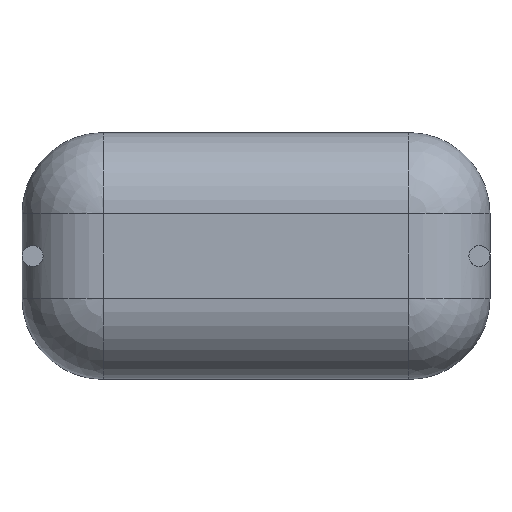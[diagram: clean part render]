
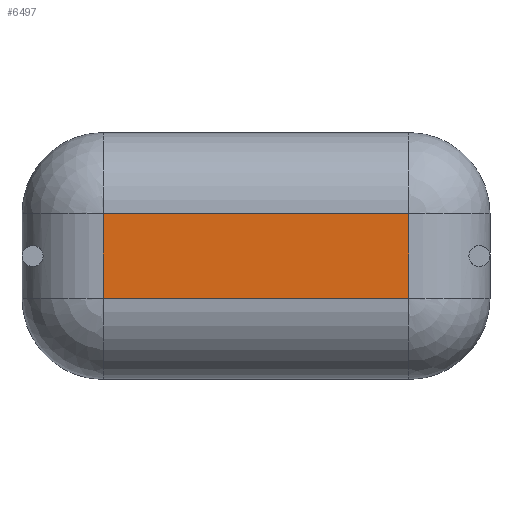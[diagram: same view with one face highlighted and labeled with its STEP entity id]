
A CAD part, front view. The second image highlights one B-rep face of the part: STEP entity #6497.
In plain terms, the highlighted planar face has unit normal (0, -1, 0).
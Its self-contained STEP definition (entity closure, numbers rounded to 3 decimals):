
#435 = DIRECTION ( 'NONE',  ( 0., 0., 1. ) ) ;
#500 = DIRECTION ( 'NONE',  ( -1., 0., 0. ) ) ;
#788 = VERTEX_POINT ( 'NONE', #1124 ) ;
#1124 = CARTESIAN_POINT ( 'NONE',  ( -5.875, -7.5, -1.625 ) ) ;
#1480 = VECTOR ( 'NONE', #11189, 1000. ) ;
#1552 = VECTOR ( 'NONE', #500, 1000. ) ;
#2549 = AXIS2_PLACEMENT_3D ( 'NONE', #2971, #11143, #435 ) ;
#2881 = LINE ( 'NONE', #7610, #1480 ) ;
#2971 = CARTESIAN_POINT ( 'NONE',  ( 9., -7.5, 1.625 ) ) ;
#4528 = EDGE_LOOP ( 'NONE', ( #10713, #12733, #6544, #14505 ) ) ;
#5273 = EDGE_CURVE ( 'NONE', #10844, #8264, #2881, .T. ) ;
#5834 = CARTESIAN_POINT ( 'NONE',  ( 5.875, -7.5, -1.625 ) ) ;
#6102 = CARTESIAN_POINT ( 'NONE',  ( 5.875, -7.5, 1.625 ) ) ;
#6497 = ADVANCED_FACE ( 'NONE', ( #6704 ), #7792, .F. ) ;
#6544 = ORIENTED_EDGE ( 'NONE', *, *, #14685, .F. ) ;
#6704 = FACE_OUTER_BOUND ( 'NONE', #4528, .T. ) ;
#7610 = CARTESIAN_POINT ( 'NONE',  ( 9., -7.5, 1.625 ) ) ;
#7792 = PLANE ( 'NONE',  #2549 ) ;
#7882 = LINE ( 'NONE', #12628, #8207 ) ;
#7958 = DIRECTION ( 'NONE',  ( 0., 0., 1. ) ) ;
#8207 = VECTOR ( 'NONE', #7958, 1000. ) ;
#8264 = VERTEX_POINT ( 'NONE', #14833 ) ;
#8485 = EDGE_CURVE ( 'NONE', #13648, #10844, #7882, .T. ) ;
#10713 = ORIENTED_EDGE ( 'NONE', *, *, #5273, .T. ) ;
#10844 = VERTEX_POINT ( 'NONE', #6102 ) ;
#11143 = DIRECTION ( 'NONE',  ( 0., 1., 0. ) ) ;
#11189 = DIRECTION ( 'NONE',  ( -1., 0., 0. ) ) ;
#11210 = CARTESIAN_POINT ( 'NONE',  ( 9., -7.5, -1.625 ) ) ;
#11293 = LINE ( 'NONE', #14869, #13695 ) ;
#12628 = CARTESIAN_POINT ( 'NONE',  ( 5.875, -7.5, 1.625 ) ) ;
#12733 = ORIENTED_EDGE ( 'NONE', *, *, #15043, .T. ) ;
#13476 = LINE ( 'NONE', #11210, #1552 ) ;
#13648 = VERTEX_POINT ( 'NONE', #5834 ) ;
#13687 = DIRECTION ( 'NONE',  ( 0., 0., -1. ) ) ;
#13695 = VECTOR ( 'NONE', #13687, 1000. ) ;
#14505 = ORIENTED_EDGE ( 'NONE', *, *, #8485, .T. ) ;
#14685 = EDGE_CURVE ( 'NONE', #13648, #788, #13476, .T. ) ;
#14833 = CARTESIAN_POINT ( 'NONE',  ( -5.875, -7.5, 1.625 ) ) ;
#14869 = CARTESIAN_POINT ( 'NONE',  ( -5.875, -7.5, 1.625 ) ) ;
#15043 = EDGE_CURVE ( 'NONE', #8264, #788, #11293, .T. ) ;
